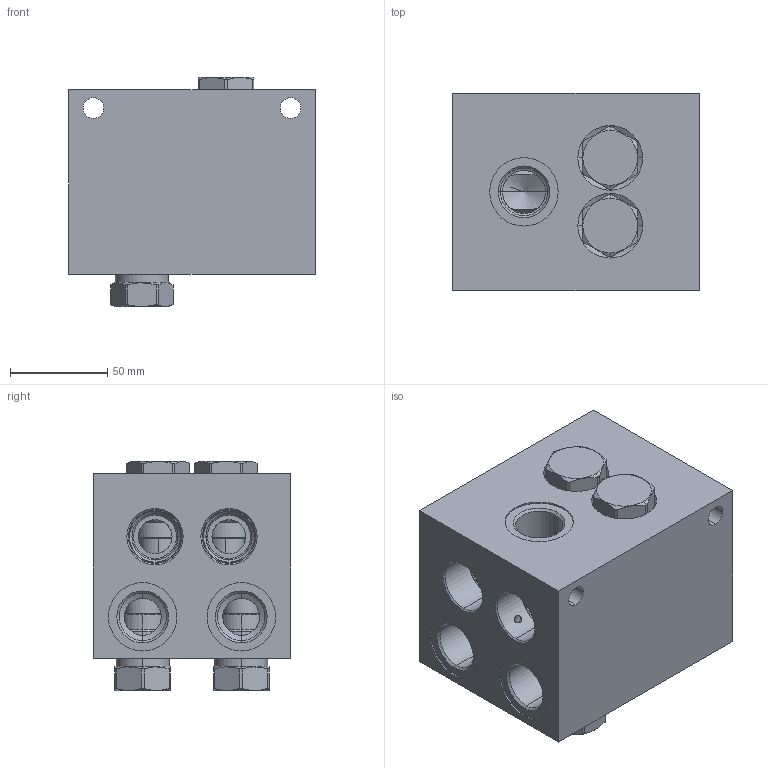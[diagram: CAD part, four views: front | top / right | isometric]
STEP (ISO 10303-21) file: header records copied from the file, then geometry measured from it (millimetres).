
FILE_DESCRIPTION((''),'2;1');
FILE_NAME('4BW_ASM','2020-01-21T',('ProEService'),(''),'PRO/ENGINEER BY PARAMETRIC TECHNOLOGY CORPORATION, 2014200','PRO/ENGINEER BY PARAMETRIC TECHNOLOGY CORPORATION, 2014200','');
FILE_SCHEMA(('CONFIG_CONTROL_DESIGN'));
Length unit declared in the file: inch
Products named in the file (3): 153-443-008; CXFAXAN; 4BW_ASM
Assembly tree (5 placements, depth 2):
  4BW_ASM
    153-443-008
    CXFAXAN  x4
Bounding box: 127 x 101.6 x 118.26 mm (x, y, z)
Volume: 1044709.2 mm3; surface area: 147127.7 mm2
Topology: 13 solids, 13 shells, 610 faces, 1736 edges, 1341 vertices
Faces by surface type: cylinder 243, cone 148, plane 99, torus 88, revolution 32
Entity records: 13883 total; most frequent: CARTESIAN_POINT 4438, DIRECTION 2047, ORIENTED_EDGE 1486, EDGE_CURVE 743, AXIS2_PLACEMENT_3D 705, VECTOR 629, LINE 629, VERTEX_POINT 441
